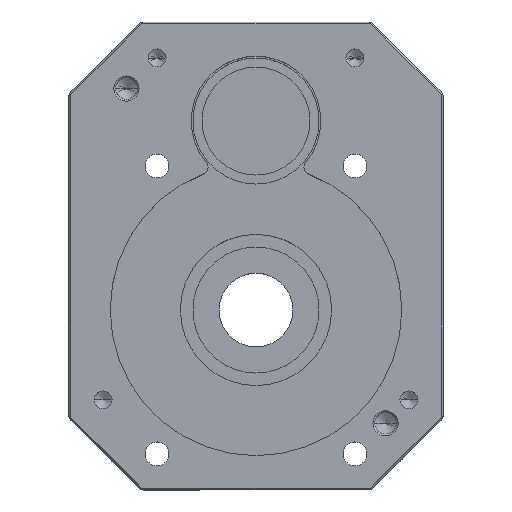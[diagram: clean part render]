
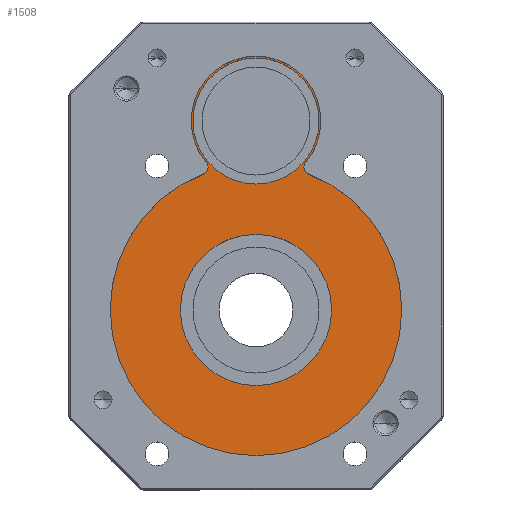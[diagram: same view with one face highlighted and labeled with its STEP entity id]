
A CAD part, top view. The second image highlights one B-rep face of the part: STEP entity #1508.
In plain terms, the highlighted planar face has unit normal (0, 0, 1).
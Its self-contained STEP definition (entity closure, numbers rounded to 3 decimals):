
#23 = DIRECTION ( 'NONE',  ( 1., 0., 0. ) ) ;
#80 = AXIS2_PLACEMENT_3D ( 'NONE', #1661, #2773, #3646 ) ;
#88 = ORIENTED_EDGE ( 'NONE', *, *, #1714, .F. ) ;
#89 = DIRECTION ( 'NONE',  ( 0., 0., 1. ) ) ;
#104 = VERTEX_POINT ( 'NONE', #716 ) ;
#123 = DIRECTION ( 'NONE',  ( 0., 0., 1. ) ) ;
#148 = CARTESIAN_POINT ( 'NONE',  ( -13.788, 40.929, 19. ) ) ;
#180 = DIRECTION ( 'NONE',  ( 0., 0., -1. ) ) ;
#233 = CARTESIAN_POINT ( 'NONE',  ( 40.5, 0., 19. ) ) ;
#380 = ORIENTED_EDGE ( 'NONE', *, *, #2697, .T. ) ;
#427 = EDGE_CURVE ( 'NONE', #104, #2957, #1205, .T. ) ;
#452 = AXIS2_PLACEMENT_3D ( 'NONE', #3229, #712, #3548 ) ;
#476 = FACE_BOUND ( 'NONE', #1784, .T. ) ;
#542 = CARTESIAN_POINT ( 'NONE',  ( 14.599, 37.777, 19. ) ) ;
#543 = AXIS2_PLACEMENT_3D ( 'NONE', #1556, #3495, #1596 ) ;
#545 = DIRECTION ( 'NONE',  ( 1., 0., 0. ) ) ;
#612 = VERTEX_POINT ( 'NONE', #3278 ) ;
#653 = ORIENTED_EDGE ( 'NONE', *, *, #3016, .F. ) ;
#663 = CIRCLE ( 'NONE', #80, 21. ) ;
#712 = DIRECTION ( 'NONE',  ( 0., 0., 1. ) ) ;
#714 = DIRECTION ( 'NONE',  ( 1., 0., 0. ) ) ;
#716 = CARTESIAN_POINT ( 'NONE',  ( -17.5, 52.5, 19. ) ) ;
#804 = EDGE_CURVE ( 'NONE', #2960, #612, #2915, .T. ) ;
#835 = CARTESIAN_POINT ( 'NONE',  ( 0., 52.5, 19. ) ) ;
#854 = VERTEX_POINT ( 'NONE', #1761 ) ;
#865 = CARTESIAN_POINT ( 'NONE',  ( -21., 0., 19. ) ) ;
#874 = ORIENTED_EDGE ( 'NONE', *, *, #2328, .T. ) ;
#902 = CIRCLE ( 'NONE', #3632, 18. ) ;
#904 = DIRECTION ( 'NONE',  ( 1., 0., 0. ) ) ;
#953 = CARTESIAN_POINT ( 'NONE',  ( 0., 52.5, 19. ) ) ;
#959 = CIRCLE ( 'NONE', #3074, 40.5 ) ;
#1013 = EDGE_CURVE ( 'NONE', #1088, #1385, #3092, .T. ) ;
#1020 = CARTESIAN_POINT ( 'NONE',  ( 0., 52.5, 19. ) ) ;
#1050 = ORIENTED_EDGE ( 'NONE', *, *, #1013, .T. ) ;
#1073 = DIRECTION ( 'NONE',  ( 0., 0., 1. ) ) ;
#1088 = VERTEX_POINT ( 'NONE', #1115 ) ;
#1103 = CIRCLE ( 'NONE', #452, 21. ) ;
#1111 = CARTESIAN_POINT ( 'NONE',  ( 0., 26.25, 19. ) ) ;
#1115 = CARTESIAN_POINT ( 'NONE',  ( -18., 52.5, 19. ) ) ;
#1135 = VERTEX_POINT ( 'NONE', #2483 ) ;
#1140 = CIRCLE ( 'NONE', #543, 2. ) ;
#1177 = ORIENTED_EDGE ( 'NONE', *, *, #804, .T. ) ;
#1183 = CARTESIAN_POINT ( 'NONE',  ( 0., 0., 19. ) ) ;
#1205 = CIRCLE ( 'NONE', #3083, 17.5 ) ;
#1325 = AXIS2_PLACEMENT_3D ( 'NONE', #3159, #1484, #3442 ) ;
#1360 = FACE_BOUND ( 'NONE', #1606, .T. ) ;
#1379 = VERTEX_POINT ( 'NONE', #2128 ) ;
#1385 = VERTEX_POINT ( 'NONE', #148 ) ;
#1395 = EDGE_CURVE ( 'NONE', #1385, #1401, #3162, .T. ) ;
#1401 = VERTEX_POINT ( 'NONE', #1792 ) ;
#1418 = CARTESIAN_POINT ( 'NONE',  ( 0., 52.5, 19. ) ) ;
#1478 = CARTESIAN_POINT ( 'NONE',  ( 0., 0., 19. ) ) ;
#1484 = DIRECTION ( 'NONE',  ( 0., 0., -1. ) ) ;
#1508 = ADVANCED_FACE ( 'NONE', ( #1360, #476, #3307 ), #2442, .T. ) ;
#1510 = AXIS2_PLACEMENT_3D ( 'NONE', #1020, #2100, #2429 ) ;
#1513 = VERTEX_POINT ( 'NONE', #1683 ) ;
#1534 = EDGE_CURVE ( 'NONE', #1379, #1088, #2149, .T. ) ;
#1556 = CARTESIAN_POINT ( 'NONE',  ( -15.32, 39.643, 19. ) ) ;
#1596 = DIRECTION ( 'NONE',  ( 1., 0., 0. ) ) ;
#1602 = ORIENTED_EDGE ( 'NONE', *, *, #2765, .F. ) ;
#1606 = EDGE_LOOP ( 'NONE', ( #1602, #2762 ) ) ;
#1661 = CARTESIAN_POINT ( 'NONE',  ( 0., 0., 19. ) ) ;
#1683 = CARTESIAN_POINT ( 'NONE',  ( -40.5, 0., 19. ) ) ;
#1714 = EDGE_CURVE ( 'NONE', #1135, #2356, #1103, .T. ) ;
#1716 = DIRECTION ( 'NONE',  ( 0., 0., 1. ) ) ;
#1729 = EDGE_LOOP ( 'NONE', ( #3460, #380, #874, #1177, #2209, #2335, #1050, #3320, #1800 ) ) ;
#1737 = DIRECTION ( 'NONE',  ( 1., 0., 0. ) ) ;
#1761 = CARTESIAN_POINT ( 'NONE',  ( -14.599, 37.777, 19. ) ) ;
#1784 = EDGE_LOOP ( 'NONE', ( #88, #653 ) ) ;
#1792 = CARTESIAN_POINT ( 'NONE',  ( -13.32, 39.643, 19. ) ) ;
#1800 = ORIENTED_EDGE ( 'NONE', *, *, #2448, .T. ) ;
#1924 = AXIS2_PLACEMENT_3D ( 'NONE', #1111, #3002, #545 ) ;
#1959 = CIRCLE ( 'NONE', #3141, 17.5 ) ;
#2100 = DIRECTION ( 'NONE',  ( 0., 0., 1. ) ) ;
#2128 = CARTESIAN_POINT ( 'NONE',  ( 18., 52.5, 19. ) ) ;
#2149 = CIRCLE ( 'NONE', #3042, 18. ) ;
#2181 = DIRECTION ( 'NONE',  ( 1., 0., 0. ) ) ;
#2209 = ORIENTED_EDGE ( 'NONE', *, *, #2856, .T. ) ;
#2328 = EDGE_CURVE ( 'NONE', #2529, #2960, #2963, .T. ) ;
#2335 = ORIENTED_EDGE ( 'NONE', *, *, #1534, .T. ) ;
#2356 = VERTEX_POINT ( 'NONE', #865 ) ;
#2429 = DIRECTION ( 'NONE',  ( 1., 0., 0. ) ) ;
#2442 = PLANE ( 'NONE',  #1924 ) ;
#2448 = EDGE_CURVE ( 'NONE', #1401, #854, #1140, .T. ) ;
#2483 = CARTESIAN_POINT ( 'NONE',  ( 21., 0., 19. ) ) ;
#2529 = VERTEX_POINT ( 'NONE', #233 ) ;
#2544 = AXIS2_PLACEMENT_3D ( 'NONE', #2870, #3399, #1737 ) ;
#2678 = EDGE_CURVE ( 'NONE', #854, #1513, #3440, .T. ) ;
#2697 = EDGE_CURVE ( 'NONE', #1513, #2529, #959, .T. ) ;
#2708 = CARTESIAN_POINT ( 'NONE',  ( -15.32, 39.643, 19. ) ) ;
#2762 = ORIENTED_EDGE ( 'NONE', *, *, #427, .F. ) ;
#2765 = EDGE_CURVE ( 'NONE', #2957, #104, #1959, .T. ) ;
#2773 = DIRECTION ( 'NONE',  ( 0., 0., 1. ) ) ;
#2794 = DIRECTION ( 'NONE',  ( 1., 0., 0. ) ) ;
#2856 = EDGE_CURVE ( 'NONE', #612, #1379, #902, .T. ) ;
#2870 = CARTESIAN_POINT ( 'NONE',  ( 0., 0., 19. ) ) ;
#2915 = CIRCLE ( 'NONE', #1325, 2. ) ;
#2957 = VERTEX_POINT ( 'NONE', #3610 ) ;
#2960 = VERTEX_POINT ( 'NONE', #542 ) ;
#2963 = CIRCLE ( 'NONE', #3438, 40.5 ) ;
#3002 = DIRECTION ( 'NONE',  ( 0., 0., 1. ) ) ;
#3016 = EDGE_CURVE ( 'NONE', #2356, #1135, #663, .T. ) ;
#3042 = AXIS2_PLACEMENT_3D ( 'NONE', #3362, #1073, #2181 ) ;
#3074 = AXIS2_PLACEMENT_3D ( 'NONE', #1478, #3115, #23 ) ;
#3083 = AXIS2_PLACEMENT_3D ( 'NONE', #835, #1716, #2794 ) ;
#3092 = CIRCLE ( 'NONE', #1510, 18. ) ;
#3115 = DIRECTION ( 'NONE',  ( 0., 0., 1. ) ) ;
#3141 = AXIS2_PLACEMENT_3D ( 'NONE', #1418, #89, #3418 ) ;
#3159 = CARTESIAN_POINT ( 'NONE',  ( 15.32, 39.643, 19. ) ) ;
#3162 = CIRCLE ( 'NONE', #3531, 2. ) ;
#3193 = DIRECTION ( 'NONE',  ( 0., 0., 1. ) ) ;
#3229 = CARTESIAN_POINT ( 'NONE',  ( 0., 0., 19. ) ) ;
#3278 = CARTESIAN_POINT ( 'NONE',  ( 13.788, 40.929, 19. ) ) ;
#3307 = FACE_OUTER_BOUND ( 'NONE', #1729, .T. ) ;
#3320 = ORIENTED_EDGE ( 'NONE', *, *, #1395, .T. ) ;
#3362 = CARTESIAN_POINT ( 'NONE',  ( 0., 52.5, 19. ) ) ;
#3399 = DIRECTION ( 'NONE',  ( 0., 0., 1. ) ) ;
#3418 = DIRECTION ( 'NONE',  ( 1., 0., 0. ) ) ;
#3438 = AXIS2_PLACEMENT_3D ( 'NONE', #1183, #3193, #904 ) ;
#3440 = CIRCLE ( 'NONE', #2544, 40.5 ) ;
#3442 = DIRECTION ( 'NONE',  ( 1., 0., 0. ) ) ;
#3460 = ORIENTED_EDGE ( 'NONE', *, *, #2678, .T. ) ;
#3495 = DIRECTION ( 'NONE',  ( 0., 0., -1. ) ) ;
#3516 = DIRECTION ( 'NONE',  ( 1., 0., 0. ) ) ;
#3531 = AXIS2_PLACEMENT_3D ( 'NONE', #2708, #180, #3516 ) ;
#3548 = DIRECTION ( 'NONE',  ( 1., 0., 0. ) ) ;
#3610 = CARTESIAN_POINT ( 'NONE',  ( 17.5, 52.5, 19. ) ) ;
#3632 = AXIS2_PLACEMENT_3D ( 'NONE', #953, #123, #714 ) ;
#3646 = DIRECTION ( 'NONE',  ( 1., 0., 0. ) ) ;
